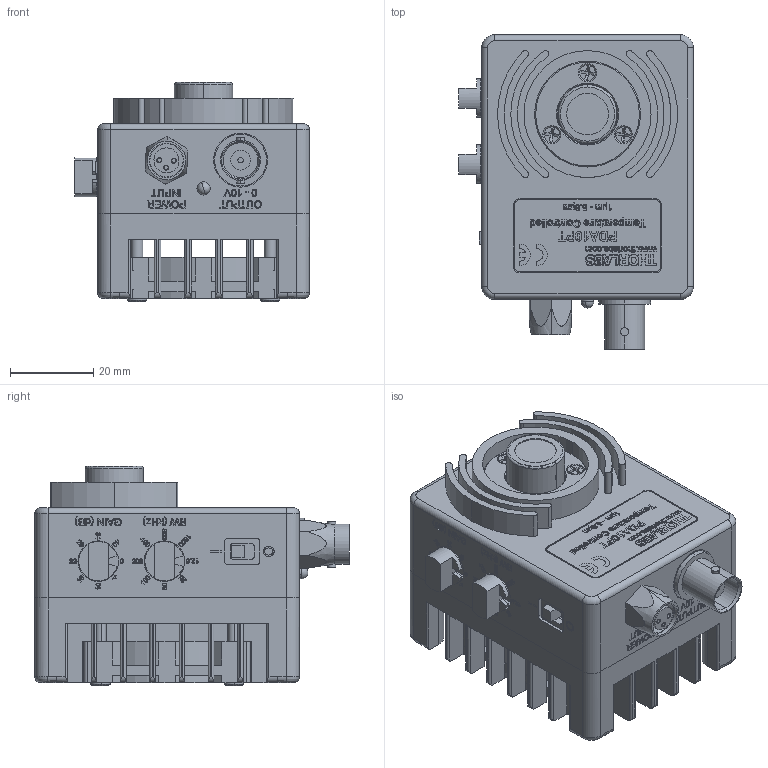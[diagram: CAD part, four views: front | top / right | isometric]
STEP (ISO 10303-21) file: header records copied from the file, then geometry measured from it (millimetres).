
FILE_DESCRIPTION (( 'STEP AP214' ), '1' );
FILE_NAME ('TTN010624-E0W.STEP', '2013-05-07T15:29:56', ( 'admin' ), ( '' ), 'SwSTEP 2.0', 'SolidWorks 2012', '' );
FILE_SCHEMA (( 'AUTOMOTIVE_DESIGN' ));
Length unit declared in the file: inch
Products named in the file (1): TTN010624-E0W
Bounding box: 56.34 x 75.45 x 52.58 mm (x, y, z)
Volume: 66068.9 mm3; surface area: 62281.8 mm2
Topology: 44 solids, 44 shells, 4263 faces, 11004 edges, 7129 vertices
Faces by surface type: plane 2335, bspline 1026, cylinder 758, cone 114, torus 28, sphere 2
Entity records: 230546 total; most frequent: CARTESIAN_POINT 76304, ORIENTED_EDGE 21868, DIRECTION 17148, EDGE_CURVE 10934, VECTOR 7178, LINE 7178, VERTEX_POINT 7129, AXIS2_PLACEMENT_3D 4985
